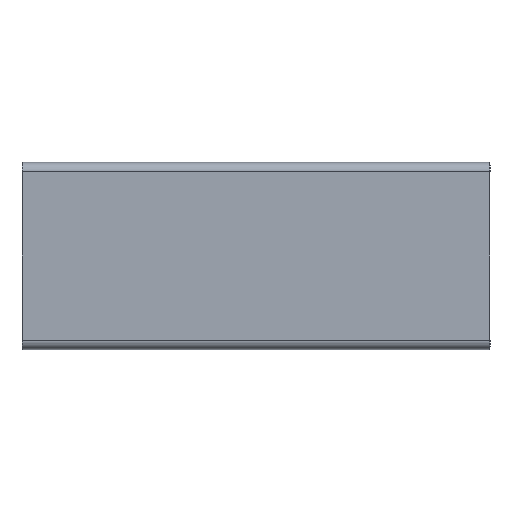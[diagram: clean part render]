
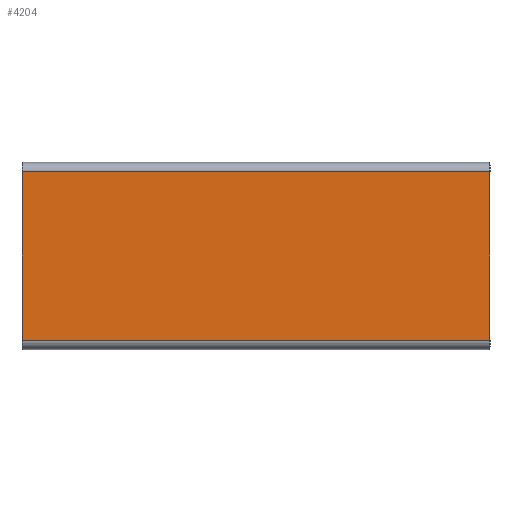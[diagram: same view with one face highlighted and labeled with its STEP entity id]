
A CAD part, left-side view. The second image highlights one B-rep face of the part: STEP entity #4204.
In plain terms, the highlighted planar face has unit normal (-1, 0, 0).
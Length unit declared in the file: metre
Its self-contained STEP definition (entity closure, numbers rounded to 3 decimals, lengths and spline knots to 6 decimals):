
#303=FACE_OUTER_BOUND('',#510,.T.);
#510=EDGE_LOOP('',(#3257,#3258,#3259,#3260));
#975=LINE('',#6598,#1504);
#976=LINE('',#6601,#1505);
#977=LINE('',#6603,#1506);
#978=LINE('',#6604,#1507);
#1504=VECTOR('',#5379,0.1);
#1505=VECTOR('',#5382,0.036);
#1506=VECTOR('',#5383,0.036);
#1507=VECTOR('',#5384,0.1);
#1938=VERTEX_POINT('',#6594);
#1939=VERTEX_POINT('',#6596);
#1940=VERTEX_POINT('',#6600);
#1941=VERTEX_POINT('',#6602);
#2495=EDGE_CURVE('',#1939,#1938,#975,.T.);
#2496=EDGE_CURVE('',#1940,#1938,#976,.T.);
#2497=EDGE_CURVE('',#1941,#1939,#977,.T.);
#2498=EDGE_CURVE('',#1941,#1940,#978,.T.);
#3257=ORIENTED_EDGE('',*,*,#2496,.T.);
#3258=ORIENTED_EDGE('',*,*,#2495,.F.);
#3259=ORIENTED_EDGE('',*,*,#2497,.F.);
#3260=ORIENTED_EDGE('',*,*,#2498,.T.);
#4014=PLANE('',#4486);
#4204=ADVANCED_FACE('',(#303),#4014,.F.);
#4486=AXIS2_PLACEMENT_3D('',#6599,#5380,#5381);
#5379=DIRECTION('',(0.,1.,0.));
#5380=DIRECTION('center_axis',(1.,0.,0.));
#5381=DIRECTION('ref_axis',(0.,0.,-1.));
#5382=DIRECTION('',(0.,0.,-1.));
#5383=DIRECTION('',(0.,0.,-1.));
#5384=DIRECTION('',(0.,1.,0.));
#6594=CARTESIAN_POINT('',(0.040376,0.128335,0.102));
#6596=CARTESIAN_POINT('',(0.040376,0.028335,0.102));
#6598=CARTESIAN_POINT('',(0.040376,0.028335,0.102));
#6599=CARTESIAN_POINT('Origin',(0.040376,-0.871665,0.102));
#6600=CARTESIAN_POINT('',(0.040376,0.128335,0.138));
#6601=CARTESIAN_POINT('',(0.040376,0.128335,0.138));
#6602=CARTESIAN_POINT('',(0.040376,0.028335,0.138));
#6603=CARTESIAN_POINT('',(0.040376,0.028335,0.138));
#6604=CARTESIAN_POINT('',(0.040376,0.028335,0.138));
